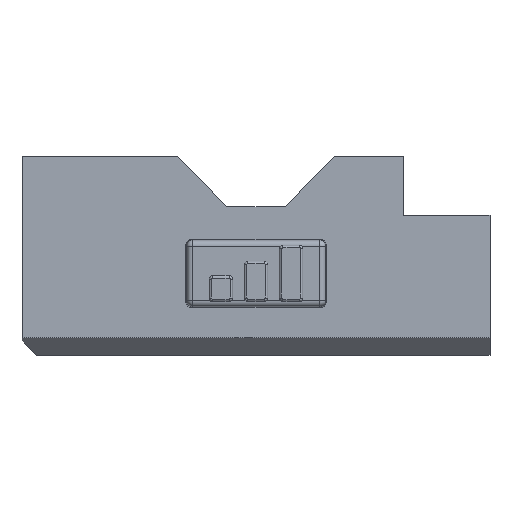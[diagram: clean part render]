
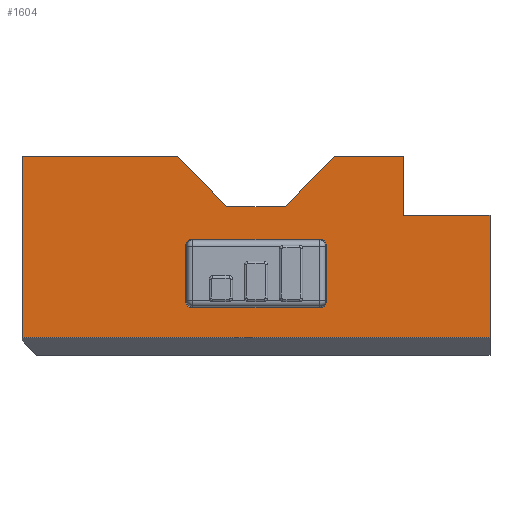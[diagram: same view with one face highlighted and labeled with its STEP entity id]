
A CAD part, top view. The second image highlights one B-rep face of the part: STEP entity #1604.
In plain terms, the highlighted planar face has unit normal (0, 0, 1).
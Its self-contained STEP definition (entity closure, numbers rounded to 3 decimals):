
#15=FACE_BOUND('',#353,.T.);
#153=ELLIPSE('',#1648,0.25,0.25);
#154=ELLIPSE('',#1651,0.25,0.25);
#155=ELLIPSE('',#1748,0.25,0.25);
#156=ELLIPSE('',#1752,0.25,0.25);
#257=FACE_OUTER_BOUND('',#352,.T.);
#352=EDGE_LOOP('',(#1452,#1453,#1454,#1455,#1456,#1457,#1458,#1459,#1460,
#1461));
#353=EDGE_LOOP('',(#1462,#1463,#1464,#1465,#1466,#1467,#1468,#1469));
#357=LINE('',#2272,#497);
#362=LINE('',#2281,#502);
#388=LINE('',#2421,#528);
#391=LINE('',#2429,#531);
#447=LINE('',#2754,#587);
#451=LINE('',#2763,#591);
#469=LINE('',#2814,#609);
#472=LINE('',#2819,#612);
#485=LINE('',#2846,#625);
#488=LINE('',#2854,#628);
#490=LINE('',#2858,#630);
#491=LINE('',#2860,#631);
#492=LINE('',#2862,#632);
#493=LINE('',#2864,#633);
#497=VECTOR('',#1793,10.);
#502=VECTOR('',#1800,10.);
#528=VECTOR('',#1884,10.);
#531=VECTOR('',#1893,10.);
#587=VECTOR('',#2143,10.);
#591=VECTOR('',#2155,10.);
#609=VECTOR('',#2205,10.);
#612=VECTOR('',#2210,10.);
#625=VECTOR('',#2235,10.);
#628=VECTOR('',#2246,10.);
#630=VECTOR('',#2250,10.);
#631=VECTOR('',#2253,10.);
#632=VECTOR('',#2256,10.);
#633=VECTOR('',#2259,10.);
#637=VERTEX_POINT('',#2269);
#638=VERTEX_POINT('',#2271);
#641=VERTEX_POINT('',#2279);
#676=VERTEX_POINT('',#2413);
#677=VERTEX_POINT('',#2415);
#678=VERTEX_POINT('',#2419);
#679=VERTEX_POINT('',#2423);
#680=VERTEX_POINT('',#2427);
#743=VERTEX_POINT('',#2748);
#744=VERTEX_POINT('',#2752);
#745=VERTEX_POINT('',#2759);
#761=VERTEX_POINT('',#2811);
#762=VERTEX_POINT('',#2813);
#763=VERTEX_POINT('',#2817);
#770=VERTEX_POINT('',#2843);
#771=VERTEX_POINT('',#2845);
#772=VERTEX_POINT('',#2852);
#773=VERTEX_POINT('',#2856);
#777=EDGE_CURVE('',#637,#638,#357,.T.);
#782=EDGE_CURVE('',#641,#637,#362,.T.);
#829=EDGE_CURVE('',#676,#677,#153,.F.);
#832=EDGE_CURVE('',#676,#678,#388,.T.);
#834=EDGE_CURVE('',#679,#678,#154,.F.);
#836=EDGE_CURVE('',#679,#680,#391,.T.);
#949=EDGE_CURVE('',#743,#680,#155,.F.);
#951=EDGE_CURVE('',#743,#744,#447,.T.);
#955=EDGE_CURVE('',#745,#744,#156,.F.);
#956=EDGE_CURVE('',#745,#677,#451,.T.);
#981=EDGE_CURVE('',#761,#762,#469,.T.);
#984=EDGE_CURVE('',#763,#761,#472,.T.);
#997=EDGE_CURVE('',#770,#771,#485,.T.);
#1000=EDGE_CURVE('',#772,#763,#488,.T.);
#1002=EDGE_CURVE('',#773,#772,#490,.T.);
#1003=EDGE_CURVE('',#771,#773,#491,.T.);
#1004=EDGE_CURVE('',#638,#770,#492,.T.);
#1005=EDGE_CURVE('',#762,#641,#493,.T.);
#1452=ORIENTED_EDGE('',*,*,#777,.F.);
#1453=ORIENTED_EDGE('',*,*,#782,.F.);
#1454=ORIENTED_EDGE('',*,*,#1005,.F.);
#1455=ORIENTED_EDGE('',*,*,#981,.F.);
#1456=ORIENTED_EDGE('',*,*,#984,.F.);
#1457=ORIENTED_EDGE('',*,*,#1000,.F.);
#1458=ORIENTED_EDGE('',*,*,#1002,.F.);
#1459=ORIENTED_EDGE('',*,*,#1003,.F.);
#1460=ORIENTED_EDGE('',*,*,#997,.F.);
#1461=ORIENTED_EDGE('',*,*,#1004,.F.);
#1462=ORIENTED_EDGE('',*,*,#836,.T.);
#1463=ORIENTED_EDGE('',*,*,#949,.F.);
#1464=ORIENTED_EDGE('',*,*,#951,.T.);
#1465=ORIENTED_EDGE('',*,*,#955,.F.);
#1466=ORIENTED_EDGE('',*,*,#956,.T.);
#1467=ORIENTED_EDGE('',*,*,#829,.F.);
#1468=ORIENTED_EDGE('',*,*,#832,.T.);
#1469=ORIENTED_EDGE('',*,*,#834,.F.);
#1509=PLANE('',#1785);
#1604=ADVANCED_FACE('',(#257,#15),#1509,.T.);
#1648=AXIS2_PLACEMENT_3D('',#2416,#1878,#1879);
#1651=AXIS2_PLACEMENT_3D('',#2425,#1888,#1889);
#1748=AXIS2_PLACEMENT_3D('',#2750,#2138,#2139);
#1752=AXIS2_PLACEMENT_3D('',#2761,#2151,#2152);
#1785=AXIS2_PLACEMENT_3D('',#2865,#2260,#2261);
#1793=DIRECTION('',(-1.,0.,0.));
#1800=DIRECTION('',(0.,-1.,0.));
#1878=DIRECTION('center_axis',(0.,0.,-1.));
#1879=DIRECTION('ref_axis',(0.707,0.707,0.));
#1884=DIRECTION('',(0.,-1.,0.));
#1888=DIRECTION('center_axis',(0.,0.,-1.));
#1889=DIRECTION('ref_axis',(0.707,-0.707,0.));
#1893=DIRECTION('',(-1.,0.,0.));
#2138=DIRECTION('center_axis',(0.,0.,-1.));
#2139=DIRECTION('ref_axis',(-0.707,-0.707,0.));
#2143=DIRECTION('',(0.,1.,0.));
#2151=DIRECTION('center_axis',(0.,0.,-1.));
#2152=DIRECTION('ref_axis',(-0.707,0.707,0.));
#2155=DIRECTION('',(1.,0.,0.));
#2205=DIRECTION('',(0.,-1.,0.));
#2210=DIRECTION('',(1.,0.,0.));
#2235=DIRECTION('',(1.,0.,0.));
#2246=DIRECTION('',(0.699,0.715,0.));
#2250=DIRECTION('',(1.,0.,0.));
#2253=DIRECTION('',(0.699,-0.715,0.));
#2256=DIRECTION('',(0.,1.,0.));
#2259=DIRECTION('',(1.,0.,0.));
#2260=DIRECTION('center_axis',(0.,0.,1.));
#2261=DIRECTION('ref_axis',(1.,0.,0.));
#2269=CARTESIAN_POINT('',(10.,-2.75,0.));
#2271=CARTESIAN_POINT('',(-10.,-2.75,0.));
#2272=CARTESIAN_POINT('',(5.,-2.75,0.));
#2279=CARTESIAN_POINT('',(10.,2.5,0.));
#2281=CARTESIAN_POINT('',(10.,5.,0.));
#2413=CARTESIAN_POINT('',(3.,1.2,0.));
#2415=CARTESIAN_POINT('',(2.75,1.45,0.));
#2416=CARTESIAN_POINT('Origin',(2.75,1.2,0.));
#2419=CARTESIAN_POINT('',(3.,-1.2,0.));
#2421=CARTESIAN_POINT('',(3.,-0.35,0.));
#2423=CARTESIAN_POINT('',(2.75,-1.45,0.));
#2425=CARTESIAN_POINT('Origin',(2.75,-1.2,0.));
#2427=CARTESIAN_POINT('',(-2.75,-1.45,0.));
#2429=CARTESIAN_POINT('',(-1.5,-1.45,0.));
#2748=CARTESIAN_POINT('',(-3.,-1.2,0.));
#2750=CARTESIAN_POINT('Origin',(-2.75,-1.2,0.));
#2752=CARTESIAN_POINT('',(-3.,1.2,0.));
#2754=CARTESIAN_POINT('',(-3.,1.1,0.));
#2759=CARTESIAN_POINT('',(-2.75,1.45,0.));
#2761=CARTESIAN_POINT('Origin',(-2.75,1.2,0.));
#2763=CARTESIAN_POINT('',(1.5,1.45,0.));
#2811=CARTESIAN_POINT('',(6.3,5.,0.));
#2813=CARTESIAN_POINT('',(6.3,2.5,0.));
#2814=CARTESIAN_POINT('',(6.3,5.,0.));
#2817=CARTESIAN_POINT('',(3.35,5.,0.));
#2819=CARTESIAN_POINT('',(-10.,5.,0.));
#2843=CARTESIAN_POINT('',(-10.,5.,0.));
#2845=CARTESIAN_POINT('',(-3.35,5.,0.));
#2846=CARTESIAN_POINT('',(-10.,5.,0.));
#2852=CARTESIAN_POINT('',(1.25,2.85,0.));
#2854=CARTESIAN_POINT('',(1.25,2.85,0.));
#2856=CARTESIAN_POINT('',(-1.25,2.85,0.));
#2858=CARTESIAN_POINT('',(-1.25,2.85,0.));
#2860=CARTESIAN_POINT('',(-3.35,5.,0.));
#2862=CARTESIAN_POINT('',(-10.,-3.5,0.));
#2864=CARTESIAN_POINT('',(6.3,2.5,0.));
#2865=CARTESIAN_POINT('Origin',(0.,0.75,0.));
